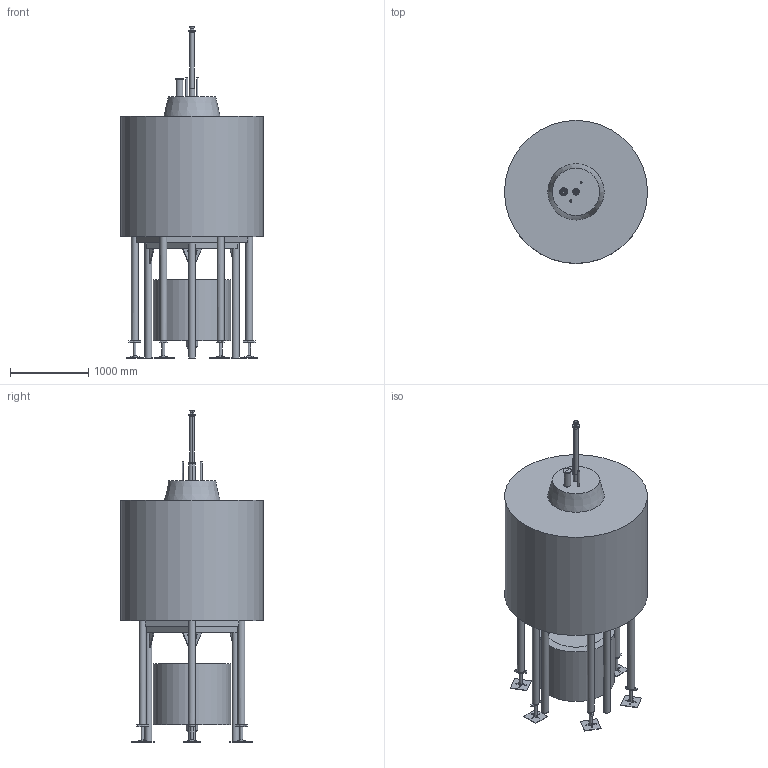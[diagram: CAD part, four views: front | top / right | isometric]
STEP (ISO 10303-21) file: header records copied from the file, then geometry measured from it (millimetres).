
FILE_DESCRIPTION(/* description */ ('STEP AP242','CAx-IF Rec.Pracs.---Representation and Presentation of Product Manufacturing Information (PMI)---4.0---2014-10-13','CAx-IF Rec.Pracs.---3D Tessellated Geometry---0.4---2014-09-14','2;1'),/* implementation_level */ '2;1');
FILE_NAME(/* name */ '64145b46c9713d294227735b',/* time_stamp */ '2023-03-17T12:21:29+00:00',/* author */ (''),/* organization */ (''),/* preprocessor_version */ 'ST-DEVELOPER v18.102',/* originating_system */ ' ',/* authorisation */ ' ');
FILE_SCHEMA (('AP242_MANAGED_MODEL_BASED_3D_ENGINEERING_MIM_LF { 1 0 10303 442 1 1 4 }'));
Length unit declared in the file: metre
Products named in the file (74): zpre; inconel; boron; stainless; reflector; b4c; aluminum; insulation; helium; hastelloyx; scintillator; bepo; dt; fuel; lindsay; brass; control rod <1>
Assembly tree (73 placements, depth 3):
  zpre
    inconel
    boron
    stainless
    reflector
    inconel
    b4c
    reflector
    inconel
    reflector
    aluminum
    insulation
    aluminum
    stainless
    aluminum
    aluminum
    helium
    inconel
    inconel
    hastelloyx
    inconel
    scintillator
    boron
    bepo
    inconel
    stainless
    aluminum
    aluminum
    inconel
    dt
    aluminum
    inconel
    inconel
    dt
    inconel
    fuel
    stainless
    stainless
    inconel
    aluminum
    aluminum
    dt
    dt
    reflector
    lindsay
    inconel
    inconel
    inconel
    b4c
    insulation
    aluminum
    dt
    stainless
    reflector
    inconel
    stainless
    aluminum
    aluminum
    hastelloyx
    inconel
Bounding box: 1830.99 x 1830.99 x 4251.95 mm (x, y, z)
Volume: 3121989083.4 mm3; surface area: 93582189.1 mm2
Topology: 72 solids, 72 shells, 989 faces, 2018 edges, 1281 vertices
Faces by surface type: plane 487, cylinder 244, cone 180, bspline 38, torus 37, sphere 3
Full cylindrical faces by diameter (mm): 6.35 x2, 12.7 x1, 19.05 x2, 20.447 x21, 21 x1, 22.225 x7, 25.425 x1, 28.575 x4, 38.1 x6, 45.72 x1, 50.8 x3, 60.833 x1, 61.722 x1, 66.929 x1, 73.025 x4, 79.397 x2, 88.9 x10, 91.749 x5, 101.906 x2, 111.666 x2, 122.215 x2, 125.001 x2, 125.451 x2, 132.804 x2, 148.123 x1, 174.62 x2, 195.453 x1, 200.66 x1, 203.708 x1, 205.74 x1
Entity records: 35807 total; most frequent: CARTESIAN_POINT 14051, DIRECTION 4424, ORIENTED_EDGE 3318, AXIS2_PLACEMENT_3D 1824, EDGE_CURVE 1659, FACE_BOUND 1484, EDGE_LOOP 1482, VERTEX_POINT 1247
